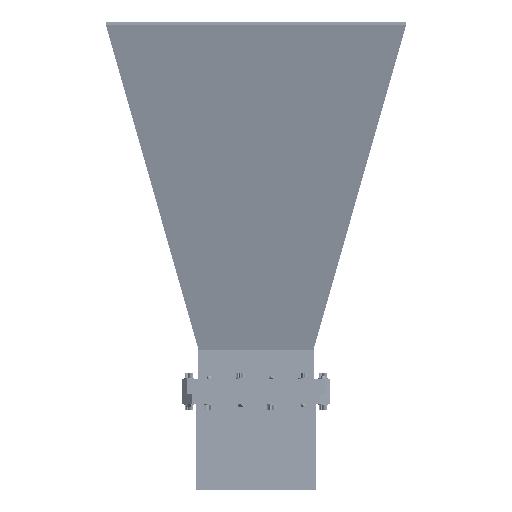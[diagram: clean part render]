
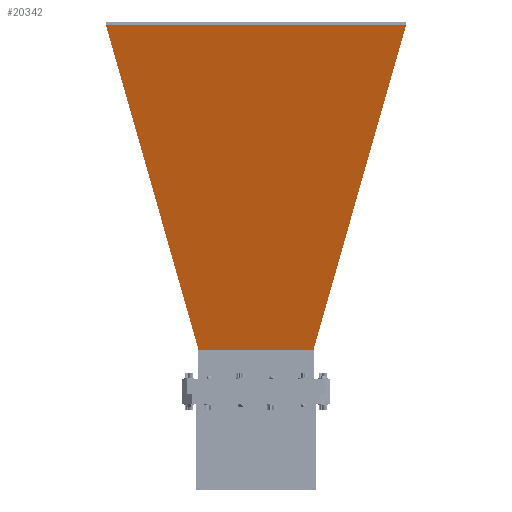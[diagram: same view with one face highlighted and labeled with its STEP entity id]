
A CAD part, front view. The second image highlights one B-rep face of the part: STEP entity #20342.
In plain terms, the highlighted face is planar.
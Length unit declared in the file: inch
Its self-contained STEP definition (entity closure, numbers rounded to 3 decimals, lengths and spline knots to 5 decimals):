
#1279 = CARTESIAN_POINT ( 'NONE',  ( -0.74882, 1.49923, 1.95895 ) ) ;
#1414 = DIRECTION ( 'NONE',  ( 0., -1., 0. ) ) ;
#4709 = DIRECTION ( 'NONE',  ( 0.231, -0.267, -0.936 ) ) ;
#5518 = DIRECTION ( 'NONE',  ( -0.231, -0.267, 0.936 ) ) ;
#6145 = CARTESIAN_POINT ( 'NONE',  ( -2.83056, 3.90752, 10.40907 ) ) ;
#7420 = ORIENTED_EDGE ( 'NONE', *, *, #21199, .T. ) ;
#8003 = CARTESIAN_POINT ( 'NONE',  ( -2.83056, 3.90752, 10.40907 ) ) ;
#8842 = VERTEX_POINT ( 'NONE', #6145 ) ;
#9976 = DIRECTION ( 'NONE',  ( -0.239, 0., 0.971 ) ) ;
#11618 = VECTOR ( 'NONE', #4709, 39.37008 ) ;
#12071 = DIRECTION ( 'NONE',  ( -0.971, 0., -0.239 ) ) ;
#12449 = VERTEX_POINT ( 'NONE', #1279 ) ;
#13560 = ORIENTED_EDGE ( 'NONE', *, *, #27442, .T. ) ;
#15679 = CARTESIAN_POINT ( 'NONE',  ( -0.74882, -1.49923, 1.95895 ) ) ;
#15972 = LINE ( 'NONE', #29498, #21890 ) ;
#16159 = DIRECTION ( 'NONE',  ( 0., 1., 0. ) ) ;
#16667 = AXIS2_PLACEMENT_3D ( 'NONE', #31044, #12071, #9976 ) ;
#20172 = PLANE ( 'NONE',  #16667 ) ;
#20342 = ADVANCED_FACE ( 'NONE', ( #31394 ), #20172, .T. ) ;
#20503 = EDGE_CURVE ( 'NONE', #8842, #12449, #20831, .T. ) ;
#20831 = LINE ( 'NONE', #8003, #11618 ) ;
#21199 = EDGE_CURVE ( 'NONE', #12449, #27095, #23006, .T. ) ;
#21890 = VECTOR ( 'NONE', #16159, 39.37008 ) ;
#22207 = CARTESIAN_POINT ( 'NONE',  ( -2.83056, -3.90752, 10.40907 ) ) ;
#23006 = LINE ( 'NONE', #28792, #29609 ) ;
#26382 = EDGE_CURVE ( 'NONE', #28838, #8842, #15972, .T. ) ;
#26786 = CARTESIAN_POINT ( 'NONE',  ( -0.74882, -1.49923, 1.95895 ) ) ;
#27095 = VERTEX_POINT ( 'NONE', #26786 ) ;
#27442 = EDGE_CURVE ( 'NONE', #27095, #28838, #29543, .T. ) ;
#28086 = VECTOR ( 'NONE', #5518, 39.37008 ) ;
#28792 = CARTESIAN_POINT ( 'NONE',  ( -0.74882, 0., 1.95895 ) ) ;
#28838 = VERTEX_POINT ( 'NONE', #22207 ) ;
#29445 = ORIENTED_EDGE ( 'NONE', *, *, #26382, .T. ) ;
#29498 = CARTESIAN_POINT ( 'NONE',  ( -2.83056, 0., 10.40907 ) ) ;
#29543 = LINE ( 'NONE', #15679, #28086 ) ;
#29609 = VECTOR ( 'NONE', #1414, 39.37008 ) ;
#31044 = CARTESIAN_POINT ( 'NONE',  ( -1.79607, 0., 6.20991 ) ) ;
#31394 = FACE_OUTER_BOUND ( 'NONE', #34637, .T. ) ;
#33190 = ORIENTED_EDGE ( 'NONE', *, *, #20503, .T. ) ;
#34637 = EDGE_LOOP ( 'NONE', ( #7420, #13560, #29445, #33190 ) ) ;
